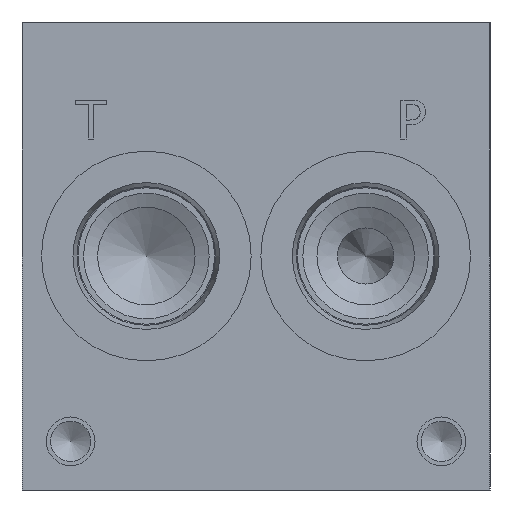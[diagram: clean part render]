
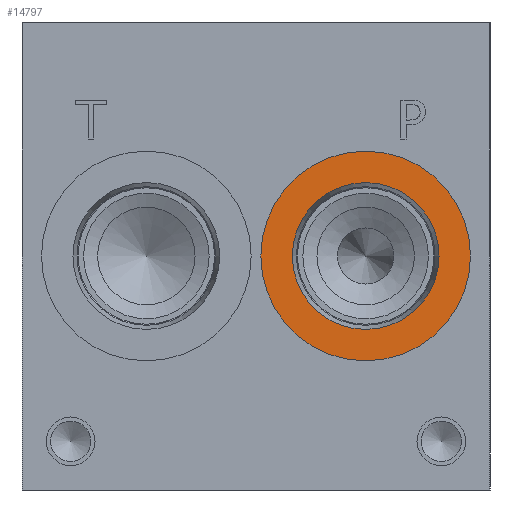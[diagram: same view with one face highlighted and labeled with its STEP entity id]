
A CAD part, left-side view. The second image highlights one B-rep face of the part: STEP entity #14797.
In plain terms, the highlighted planar face has unit normal (-1, 0, 0).
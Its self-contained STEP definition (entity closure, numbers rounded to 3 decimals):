
#376=CIRCLE('',#15610,17.069);
#377=CIRCLE('',#15611,17.069);
#378=CIRCLE('',#15612,11.951);
#580=FACE_BOUND('',#2686,.T.);
#1832=FACE_OUTER_BOUND('',#2685,.T.);
#2685=EDGE_LOOP('',(#12725,#12726));
#2686=EDGE_LOOP('',(#12727));
#6812=VERTEX_POINT('',#25142);
#6813=VERTEX_POINT('',#25143);
#6814=VERTEX_POINT('',#25146);
#8828=EDGE_CURVE('',#6812,#6813,#376,.T.);
#8829=EDGE_CURVE('',#6813,#6812,#377,.T.);
#8830=EDGE_CURVE('',#6814,#6814,#378,.T.);
#12725=ORIENTED_EDGE('',*,*,#8828,.T.);
#12726=ORIENTED_EDGE('',*,*,#8829,.T.);
#12727=ORIENTED_EDGE('',*,*,#8830,.F.);
#13529=PLANE('',#15609);
#14797=ADVANCED_FACE('',(#1832,#580),#13529,.T.);
#15609=AXIS2_PLACEMENT_3D('',#25141,#18572,#18573);
#15610=AXIS2_PLACEMENT_3D('',#25144,#18574,#18575);
#15611=AXIS2_PLACEMENT_3D('',#25145,#18576,#18577);
#15612=AXIS2_PLACEMENT_3D('',#25147,#18578,#18579);
#18572=DIRECTION('center_axis',(-1.,0.,0.));
#18573=DIRECTION('ref_axis',(0.,1.,0.));
#18574=DIRECTION('center_axis',(-1.,0.,0.));
#18575=DIRECTION('ref_axis',(0.,1.,0.));
#18576=DIRECTION('center_axis',(-1.,0.,0.));
#18577=DIRECTION('ref_axis',(0.,1.,0.));
#18578=DIRECTION('center_axis',(-1.,0.,0.));
#18579=DIRECTION('ref_axis',(0.,1.,0.));
#25141=CARTESIAN_POINT('Origin',(0.787,20.244,38.1));
#25142=CARTESIAN_POINT('',(0.787,37.313,38.1));
#25143=CARTESIAN_POINT('',(0.787,3.175,38.1));
#25144=CARTESIAN_POINT('Origin',(0.787,20.244,38.1));
#25145=CARTESIAN_POINT('Origin',(0.787,20.244,38.1));
#25146=CARTESIAN_POINT('',(0.787,8.293,38.1));
#25147=CARTESIAN_POINT('Origin',(0.787,20.244,38.1));
